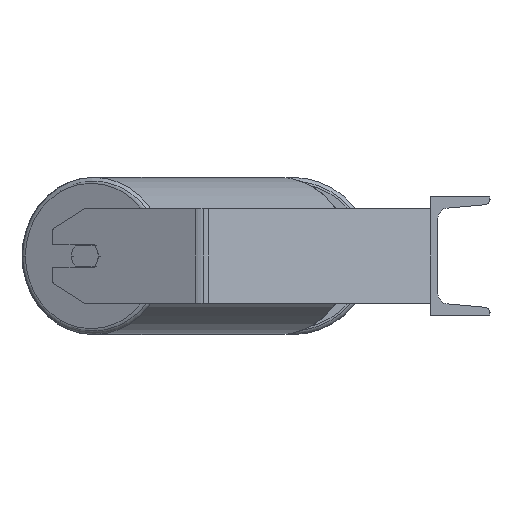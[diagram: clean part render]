
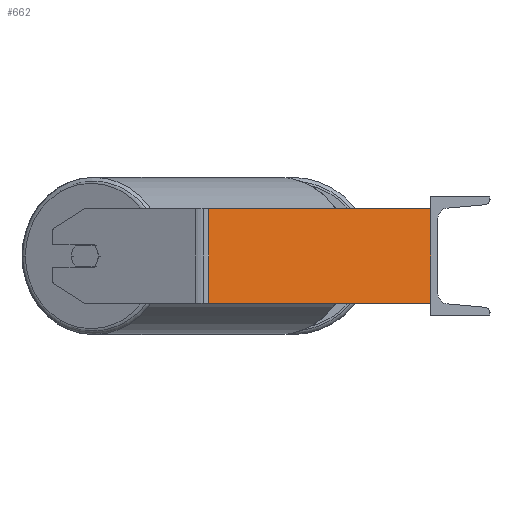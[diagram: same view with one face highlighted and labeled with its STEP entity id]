
A CAD part, left-side view. The second image highlights one B-rep face of the part: STEP entity #662.
In plain terms, the highlighted planar face has unit normal (-0.966, -0.259, 0).
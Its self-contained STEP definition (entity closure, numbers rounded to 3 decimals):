
#14 = DIRECTION ( 'NONE',  ( 0.259, -0.966, 0. ) ) ;
#172 = CARTESIAN_POINT ( 'NONE',  ( -636.91, 193.73, 40. ) ) ;
#319 = EDGE_CURVE ( 'NONE', #4092, #1734, #985, .T. ) ;
#515 = LINE ( 'NONE', #2659, #3295 ) ;
#662 = ADVANCED_FACE ( 'NONE', ( #7238 ), #3817, .F. ) ;
#985 = LINE ( 'NONE', #4456, #3128 ) ;
#1510 = VERTEX_POINT ( 'NONE', #3799 ) ;
#1734 = VERTEX_POINT ( 'NONE', #2276 ) ;
#2163 = EDGE_LOOP ( 'NONE', ( #8771, #7090, #7326, #4113 ) ) ;
#2166 = VERTEX_POINT ( 'NONE', #4782 ) ;
#2276 = CARTESIAN_POINT ( 'NONE',  ( -635.403, 188.105, -40. ) ) ;
#2659 = CARTESIAN_POINT ( 'NONE',  ( -585., 0., 40. ) ) ;
#3019 = VECTOR ( 'NONE', #7934, 1000. ) ;
#3128 = VECTOR ( 'NONE', #3704, 1000. ) ;
#3295 = VECTOR ( 'NONE', #6184, 1000. ) ;
#3512 = EDGE_CURVE ( 'NONE', #1734, #2166, #3647, .T. ) ;
#3560 = VECTOR ( 'NONE', #14, 1000. ) ;
#3647 = LINE ( 'NONE', #7884, #3019 ) ;
#3704 = DIRECTION ( 'NONE',  ( 0., 0., -1. ) ) ;
#3799 = CARTESIAN_POINT ( 'NONE',  ( -585., 0., 40. ) ) ;
#3817 = PLANE ( 'NONE',  #4645 ) ;
#4092 = VERTEX_POINT ( 'NONE', #6207 ) ;
#4113 = ORIENTED_EDGE ( 'NONE', *, *, #319, .T. ) ;
#4120 = LINE ( 'NONE', #4973, #3560 ) ;
#4456 = CARTESIAN_POINT ( 'NONE',  ( -635.403, 188.105, 40. ) ) ;
#4645 = AXIS2_PLACEMENT_3D ( 'NONE', #172, #8690, #8000 ) ;
#4782 = CARTESIAN_POINT ( 'NONE',  ( -585., 0., -40. ) ) ;
#4973 = CARTESIAN_POINT ( 'NONE',  ( -636.91, 193.73, 40. ) ) ;
#6184 = DIRECTION ( 'NONE',  ( 0., 0., -1. ) ) ;
#6207 = CARTESIAN_POINT ( 'NONE',  ( -635.403, 188.105, 40. ) ) ;
#6797 = EDGE_CURVE ( 'NONE', #4092, #1510, #4120, .T. ) ;
#7090 = ORIENTED_EDGE ( 'NONE', *, *, #8459, .F. ) ;
#7238 = FACE_OUTER_BOUND ( 'NONE', #2163, .T. ) ;
#7326 = ORIENTED_EDGE ( 'NONE', *, *, #6797, .F. ) ;
#7884 = CARTESIAN_POINT ( 'NONE',  ( -636.91, 193.73, -40. ) ) ;
#7934 = DIRECTION ( 'NONE',  ( 0.259, -0.966, 0. ) ) ;
#8000 = DIRECTION ( 'NONE',  ( -0.259, 0.966, 0. ) ) ;
#8459 = EDGE_CURVE ( 'NONE', #1510, #2166, #515, .T. ) ;
#8690 = DIRECTION ( 'NONE',  ( 0.966, 0.259, 0. ) ) ;
#8771 = ORIENTED_EDGE ( 'NONE', *, *, #3512, .T. ) ;
